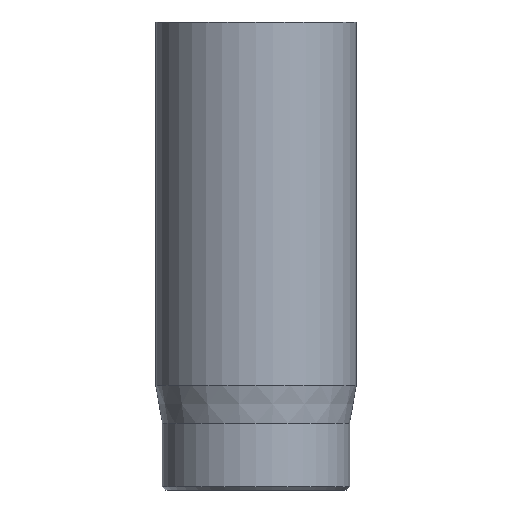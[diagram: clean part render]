
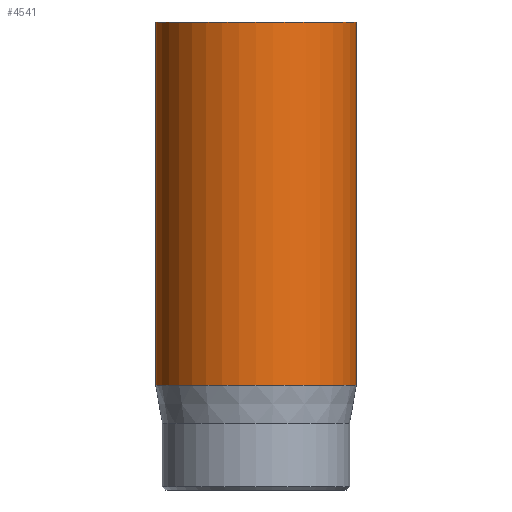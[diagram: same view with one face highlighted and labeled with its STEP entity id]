
A CAD part, front view. The second image highlights one B-rep face of the part: STEP entity #4541.
In plain terms, the highlighted cylindrical face has radius 1.5 mm (diameter 3 mm), a full revolution.
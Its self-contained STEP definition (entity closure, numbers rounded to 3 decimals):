
#604=CYLINDRICAL_SURFACE('',#4705,1.5);
#836=FACE_OUTER_BOUND('',#1108,.T.);
#1108=EDGE_LOOP('',(#4201,#4202,#4203,#4204,#4205));
#1435=LINE('',#8637,#1772);
#1772=VECTOR('',#5220,1.5);
#1810=CIRCLE('',#4691,1.5);
#1816=CIRCLE('',#4703,1.5);
#1817=CIRCLE('',#4704,1.5);
#2240=VERTEX_POINT('',#8610);
#2246=VERTEX_POINT('',#8631);
#2247=VERTEX_POINT('',#8632);
#2894=EDGE_CURVE('',#2240,#2240,#1810,.T.);
#2903=EDGE_CURVE('',#2246,#2247,#1816,.T.);
#2904=EDGE_CURVE('',#2247,#2246,#1817,.T.);
#2906=EDGE_CURVE('',#2240,#2246,#1435,.T.);
#4201=ORIENTED_EDGE('',*,*,#2894,.T.);
#4202=ORIENTED_EDGE('',*,*,#2906,.T.);
#4203=ORIENTED_EDGE('',*,*,#2903,.T.);
#4204=ORIENTED_EDGE('',*,*,#2904,.T.);
#4205=ORIENTED_EDGE('',*,*,#2906,.F.);
#4541=ADVANCED_FACE('',(#836),#604,.T.);
#4691=AXIS2_PLACEMENT_3D('',#8611,#5186,#5187);
#4703=AXIS2_PLACEMENT_3D('',#8633,#5213,#5214);
#4704=AXIS2_PLACEMENT_3D('',#8634,#5215,#5216);
#4705=AXIS2_PLACEMENT_3D('',#8636,#5218,#5219);
#5186=DIRECTION('center_axis',(0.,0.,-1.));
#5187=DIRECTION('ref_axis',(-1.,0.,0.));
#5213=DIRECTION('center_axis',(0.,0.,1.));
#5214=DIRECTION('ref_axis',(-1.,0.,0.));
#5215=DIRECTION('center_axis',(0.,0.,1.));
#5216=DIRECTION('ref_axis',(-1.,0.,0.));
#5218=DIRECTION('center_axis',(0.,0.,1.));
#5219=DIRECTION('ref_axis',(-1.,0.,0.));
#5220=DIRECTION('',(0.,0.,-1.));
#8610=CARTESIAN_POINT('',(1.5,0.,7.));
#8611=CARTESIAN_POINT('Origin',(0.,0.,7.));
#8631=CARTESIAN_POINT('',(1.5,0.,1.567));
#8632=CARTESIAN_POINT('',(-1.5,0.,1.567));
#8633=CARTESIAN_POINT('Origin',(0.,0.,1.567));
#8634=CARTESIAN_POINT('Origin',(0.,0.,1.567));
#8636=CARTESIAN_POINT('Origin',(0.,0.,0.));
#8637=CARTESIAN_POINT('',(1.5,0.,0.));
